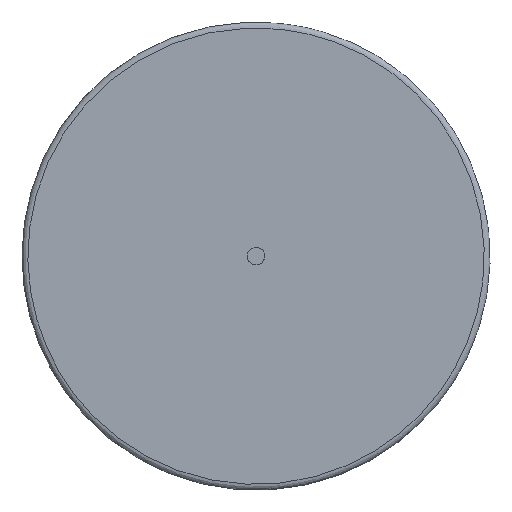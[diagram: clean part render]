
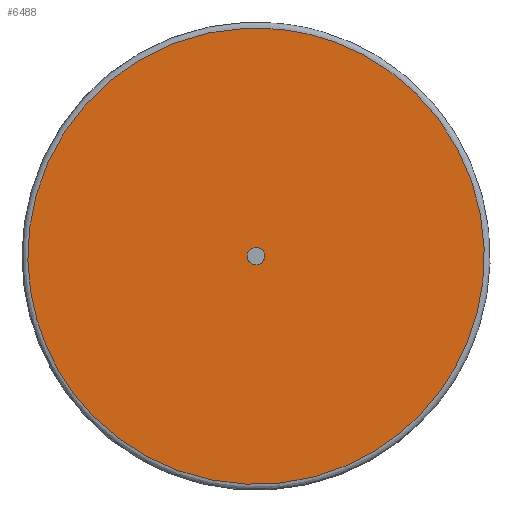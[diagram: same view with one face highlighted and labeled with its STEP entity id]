
A CAD part, left-side view. The second image highlights one B-rep face of the part: STEP entity #6488.
In plain terms, the highlighted free-form (B-spline) face has degree [1, 1] with [2, 2] control points.
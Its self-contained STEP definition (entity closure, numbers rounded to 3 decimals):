
#6448 = VERTEX_POINT('',#6449);
#6449 = CARTESIAN_POINT('',(-3.327,-5.505,
    51.612));
#6457 = EDGE_CURVE('',#6448,#6448,#6458,.T.);
#6458 = ( BOUNDED_CURVE() B_SPLINE_CURVE(2,(#6459,#6460,#6461,#6462,
#6463,#6464,#6465),.UNSPECIFIED.,.T.,.F.) B_SPLINE_CURVE_WITH_KNOTS((1,2
    ,2,2,2,1),(-2.094,0.,2.094,4.189,
6.283,8.378),.UNSPECIFIED.) CURVE() 
GEOMETRIC_REPRESENTATION_ITEM() RATIONAL_B_SPLINE_CURVE((1.,0.5,1.,0.5,
1.,0.5,1.)) REPRESENTATION_ITEM('') );
#6459 = CARTESIAN_POINT('',(-3.327,-5.505,
    51.612));
#6460 = CARTESIAN_POINT('',(-3.327,83.889,
    61.146));
#6461 = CARTESIAN_POINT('',(-3.327,47.449,
    -21.038));
#6462 = CARTESIAN_POINT('',(-3.327,11.01,
    -103.223));
#6463 = CARTESIAN_POINT('',(-3.327,-41.945,
    -30.573));
#6464 = CARTESIAN_POINT('',(-3.327,-94.899,
    42.077));
#6465 = CARTESIAN_POINT('',(-3.327,-5.505,
    51.612));
#6488 = ADVANCED_FACE('',(#6489,#6492),#6506,.T.);
#6489 = FACE_BOUND('',#6490,.T.);
#6490 = EDGE_LOOP('',(#6491));
#6491 = ORIENTED_EDGE('',*,*,#6457,.T.);
#6492 = FACE_BOUND('',#6493,.T.);
#6493 = EDGE_LOOP('',(#6494));
#6494 = ORIENTED_EDGE('',*,*,#6495,.F.);
#6495 = EDGE_CURVE('',#6496,#6496,#6498,.T.);
#6496 = VERTEX_POINT('',#6497);
#6497 = CARTESIAN_POINT('',(-3.327,-0.212,
    1.985));
#6498 = ( BOUNDED_CURVE() B_SPLINE_CURVE(2,(#6499,#6500,#6501,#6502,
#6503,#6504,#6505),.UNSPECIFIED.,.T.,.F.) B_SPLINE_CURVE_WITH_KNOTS((1,2
    ,2,2,2,1),(-2.094,0.,2.094,4.189,
6.283,8.378),.UNSPECIFIED.) CURVE() 
GEOMETRIC_REPRESENTATION_ITEM() RATIONAL_B_SPLINE_CURVE((1.,0.5,1.,0.5,
1.,0.5,1.)) REPRESENTATION_ITEM('') );
#6499 = CARTESIAN_POINT('',(-3.327,-0.212,
    1.985));
#6500 = CARTESIAN_POINT('',(-3.327,3.227,
    2.352));
#6501 = CARTESIAN_POINT('',(-3.327,1.825,
    -0.809));
#6502 = CARTESIAN_POINT('',(-3.327,0.423,
    -3.97));
#6503 = CARTESIAN_POINT('',(-3.327,-1.613,
    -1.176));
#6504 = CARTESIAN_POINT('',(-3.327,-3.65,
    1.618));
#6505 = CARTESIAN_POINT('',(-3.327,-0.212,
    1.985));
#6506 = B_SPLINE_SURFACE_WITH_KNOTS('',1,1,(
    (#6507,#6508)
    ,(#6509,#6510
    )),.UNSPECIFIED.,.F.,.F.,.F.,(2,2),(2,2),(-39.,39.),(-39.,39.),
  .PIECEWISE_BEZIER_KNOTS.);
#6507 = CARTESIAN_POINT('',(-3.327,-46.107,
    -57.117));
#6508 = CARTESIAN_POINT('',(-3.327,57.117,
    -46.107));
#6509 = CARTESIAN_POINT('',(-3.327,-57.117,
    46.107));
#6510 = CARTESIAN_POINT('',(-3.327,46.107,
    57.117));
